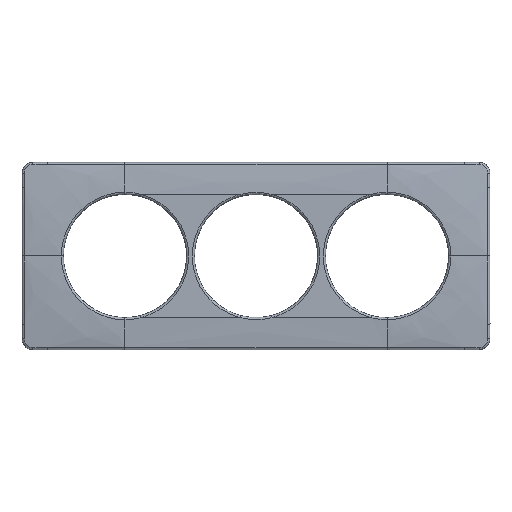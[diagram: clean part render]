
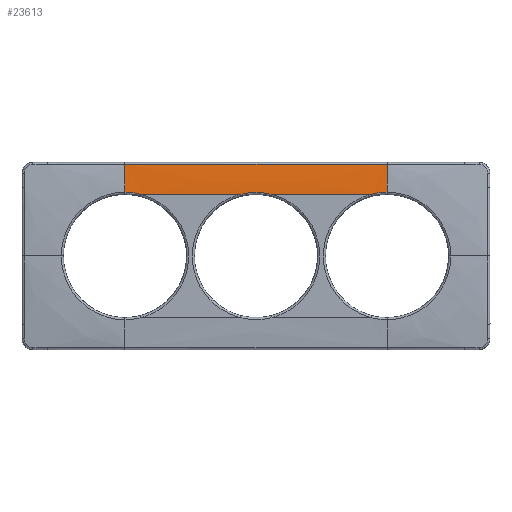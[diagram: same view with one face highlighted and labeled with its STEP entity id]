
A CAD part, top view. The second image highlights one B-rep face of the part: STEP entity #23613.
In plain terms, the highlighted face is a extrusion surface.
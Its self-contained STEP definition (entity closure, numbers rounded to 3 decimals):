
#15654=CARTESIAN_POINT('Vertex',(49.988,26.799,8.7)) ;
#15658=CARTESIAN_POINT('Control Point',(49.988,26.799,8.7)) ;
#15659=CARTESIAN_POINT('Control Point',(49.955,26.799,8.7)) ;
#15660=CARTESIAN_POINT('Control Point',(49.921,26.799,8.7)) ;
#15661=CARTESIAN_POINT('Control Point',(49.887,26.799,8.7)) ;
#15662=CARTESIAN_POINT('Control Point',(41.326,26.799,8.7)) ;
#15663=CARTESIAN_POINT('Control Point',(32.764,26.799,8.7)) ;
#15664=CARTESIAN_POINT('Control Point',(24.236,26.799,8.7)) ;
#15665=CARTESIAN_POINT('Control Point',(15.674,26.799,8.7)) ;
#15666=CARTESIAN_POINT('Control Point',(7.113,26.799,8.7)) ;
#15667=CARTESIAN_POINT('Control Point',(7.079,26.799,8.7)) ;
#15668=CARTESIAN_POINT('Control Point',(7.046,26.799,8.7)) ;
#15669=CARTESIAN_POINT('Control Point',(7.012,26.799,8.7)) ;
#15670=CARTESIAN_POINT('Vertex',(7.012,26.799,8.7)) ;
#15886=CARTESIAN_POINT('Vertex',(64.012,26.8,8.7)) ;
#15950=CARTESIAN_POINT('Vertex',(106.988,26.8,8.7)) ;
#15953=CARTESIAN_POINT('Line Origine',(85.5,26.8,8.7)) ;
#16242=CARTESIAN_POINT('Vertex',(0.,27.711,8.694)) ;
#16262=CARTESIAN_POINT('Control Point',(0.,27.711,8.694)) ;
#16263=CARTESIAN_POINT('Control Point',(0.766,27.711,8.694)) ;
#16264=CARTESIAN_POINT('Control Point',(1.533,27.684,8.694)) ;
#16265=CARTESIAN_POINT('Control Point',(2.297,27.631,8.695)) ;
#16266=CARTESIAN_POINT('Control Point',(3.32,27.523,8.696)) ;
#16267=CARTESIAN_POINT('Control Point',(4.332,27.368,8.697)) ;
#16268=CARTESIAN_POINT('Control Point',(4.53,27.335,8.697)) ;
#16269=CARTESIAN_POINT('Control Point',(4.863,27.277,8.698)) ;
#16270=CARTESIAN_POINT('Control Point',(5.195,27.215,8.698)) ;
#16271=CARTESIAN_POINT('Control Point',(5.391,27.177,8.699)) ;
#16272=CARTESIAN_POINT('Control Point',(5.871,27.077,8.699)) ;
#16273=CARTESIAN_POINT('Control Point',(6.348,26.967,8.7)) ;
#16274=CARTESIAN_POINT('Control Point',(6.57,26.913,8.7)) ;
#16275=CARTESIAN_POINT('Control Point',(6.792,26.857,8.7)) ;
#16276=CARTESIAN_POINT('Control Point',(7.012,26.799,8.7)) ;
#18076=CARTESIAN_POINT('Vertex',(114.,27.711,8.694)) ;
#18080=CARTESIAN_POINT('Control Point',(114.,27.711,8.694)) ;
#18081=CARTESIAN_POINT('Control Point',(113.234,27.711,8.694)) ;
#18082=CARTESIAN_POINT('Control Point',(112.467,27.685,8.694)) ;
#18083=CARTESIAN_POINT('Control Point',(111.703,27.631,8.695)) ;
#18084=CARTESIAN_POINT('Control Point',(110.676,27.523,8.696)) ;
#18085=CARTESIAN_POINT('Control Point',(109.66,27.367,8.697)) ;
#18086=CARTESIAN_POINT('Control Point',(109.464,27.334,8.697)) ;
#18087=CARTESIAN_POINT('Control Point',(109.137,27.278,8.698)) ;
#18088=CARTESIAN_POINT('Control Point',(108.812,27.217,8.698)) ;
#18089=CARTESIAN_POINT('Control Point',(108.616,27.179,8.699)) ;
#18090=CARTESIAN_POINT('Control Point',(108.132,27.079,8.699)) ;
#18091=CARTESIAN_POINT('Control Point',(107.652,26.968,8.7)) ;
#18092=CARTESIAN_POINT('Control Point',(107.43,26.914,8.7)) ;
#18093=CARTESIAN_POINT('Control Point',(107.208,26.858,8.7)) ;
#18094=CARTESIAN_POINT('Control Point',(106.988,26.8,8.7)) ;
#18166=CARTESIAN_POINT('Control Point',(49.988,26.799,8.7)) ;
#18167=CARTESIAN_POINT('Control Point',(50.64,26.971,8.7)) ;
#18168=CARTESIAN_POINT('Control Point',(51.299,27.124,8.699)) ;
#18169=CARTESIAN_POINT('Control Point',(51.934,27.249,8.698)) ;
#18170=CARTESIAN_POINT('Control Point',(53.182,27.462,8.696)) ;
#18171=CARTESIAN_POINT('Control Point',(54.446,27.603,8.695)) ;
#18172=CARTESIAN_POINT('Control Point',(55.096,27.658,8.694)) ;
#18173=CARTESIAN_POINT('Control Point',(56.377,27.723,8.693)) ;
#18174=CARTESIAN_POINT('Control Point',(57.661,27.713,8.694)) ;
#18175=CARTESIAN_POINT('Control Point',(58.202,27.692,8.694)) ;
#18176=CARTESIAN_POINT('Control Point',(59.226,27.633,8.695)) ;
#18177=CARTESIAN_POINT('Control Point',(60.244,27.526,8.696)) ;
#18178=CARTESIAN_POINT('Control Point',(60.779,27.459,8.696)) ;
#18179=CARTESIAN_POINT('Control Point',(61.787,27.302,8.698)) ;
#18180=CARTESIAN_POINT('Control Point',(62.783,27.099,8.699)) ;
#18181=CARTESIAN_POINT('Control Point',(63.195,27.007,8.7)) ;
#18182=CARTESIAN_POINT('Control Point',(63.605,26.907,8.7)) ;
#18183=CARTESIAN_POINT('Control Point',(64.012,26.8,8.7)) ;
#23483=CARTESIAN_POINT('Control Point',(0.,27.711,8.694)) ;
#23484=CARTESIAN_POINT('Control Point',(0.,30.471,8.658)) ;
#23485=CARTESIAN_POINT('Control Point',(0.,33.469,8.477)) ;
#23486=CARTESIAN_POINT('Control Point',(0.,36.62,8.195)) ;
#23487=CARTESIAN_POINT('Control Point',(0.,39.891,7.827)) ;
#23488=CARTESIAN_POINT('Vertex',(0.,39.891,7.827)) ;
#23564=CARTESIAN_POINT('Control Point',(114.,26.799,8.7)) ;
#23565=CARTESIAN_POINT('Control Point',(114.,27.074,8.7)) ;
#23566=CARTESIAN_POINT('Control Point',(114.,27.349,8.698)) ;
#23567=CARTESIAN_POINT('Control Point',(114.,27.623,8.695)) ;
#23568=CARTESIAN_POINT('Control Point',(114.,28.699,8.68)) ;
#23569=CARTESIAN_POINT('Control Point',(114.,29.774,8.646)) ;
#23570=CARTESIAN_POINT('Control Point',(114.,30.598,8.609)) ;
#23571=CARTESIAN_POINT('Control Point',(114.,32.941,8.483)) ;
#23572=CARTESIAN_POINT('Control Point',(114.,35.281,8.299)) ;
#23573=CARTESIAN_POINT('Control Point',(114.,36.805,8.16)) ;
#23574=CARTESIAN_POINT('Control Point',(114.,38.35,8.001)) ;
#23575=CARTESIAN_POINT('Control Point',(114.,39.891,7.827)) ;
#23580=CARTESIAN_POINT('Control Point',(114.,27.711,8.694)) ;
#23581=CARTESIAN_POINT('Control Point',(114.,28.016,8.69)) ;
#23582=CARTESIAN_POINT('Control Point',(114.,28.321,8.684)) ;
#23583=CARTESIAN_POINT('Control Point',(114.,28.626,8.677)) ;
#23584=CARTESIAN_POINT('Control Point',(114.,29.238,8.66)) ;
#23585=CARTESIAN_POINT('Control Point',(114.,29.853,8.638)) ;
#23586=CARTESIAN_POINT('Control Point',(114.,30.162,8.625)) ;
#23587=CARTESIAN_POINT('Control Point',(114.,31.087,8.583)) ;
#23588=CARTESIAN_POINT('Control Point',(114.,32.005,8.531)) ;
#23589=CARTESIAN_POINT('Control Point',(114.,32.611,8.492)) ;
#23590=CARTESIAN_POINT('Control Point',(114.,34.434,8.365)) ;
#23591=CARTESIAN_POINT('Control Point',(114.,36.249,8.208)) ;
#23592=CARTESIAN_POINT('Control Point',(114.,37.459,8.092)) ;
#23593=CARTESIAN_POINT('Control Point',(114.,38.676,7.964)) ;
#23594=CARTESIAN_POINT('Control Point',(114.,39.891,7.827)) ;
#23595=CARTESIAN_POINT('Vertex',(114.,39.891,7.827)) ;
#23598=CARTESIAN_POINT('Line Origine',(49.493,39.891,7.827)) ;
#15954=DIRECTION('Vector Direction',(-1.,0.,0.)) ;
#23576=DIRECTION('Vector Direction',(-1.,0.,0.)) ;
#23599=DIRECTION('Vector Direction',(-1.,0.,0.)) ;
#15955=VECTOR('Line Direction',#15954,1.) ;
#23577=VECTOR('Extrusion Surface Vector',#23576,1.) ;
#23600=VECTOR('Line Direction',#23599,1.) ;
#23604=ORIENTED_EDGE('',*,*,#23490,.F.) ;
#23605=ORIENTED_EDGE('',*,*,#16277,.T.) ;
#23606=ORIENTED_EDGE('',*,*,#15672,.F.) ;
#23607=ORIENTED_EDGE('',*,*,#18184,.T.) ;
#23608=ORIENTED_EDGE('',*,*,#15957,.F.) ;
#23609=ORIENTED_EDGE('',*,*,#18095,.F.) ;
#23610=ORIENTED_EDGE('',*,*,#23597,.T.) ;
#23611=ORIENTED_EDGE('',*,*,#23602,.T.) ;
#23613=ADVANCED_FACE('Surface.1',(#23612),#23578,.T.) ;
#15657=B_SPLINE_CURVE_WITH_KNOTS('',5,(#15658,#15659,#15660,#15661,#15662,#15663,#15664,#15665,#15666,#15667,#15668,#15669),.UNSPECIFIED.,.F.,.U.,(6,3,3,6),(0.,0.237,60.54,60.777),.UNSPECIFIED.) ;
#16261=B_SPLINE_CURVE_WITH_KNOTS('',5,(#16262,#16263,#16264,#16265,#16266,#16267,#16268,#16269,#16270,#16271,#16272,#16273,#16274,#16275,#16276),.UNSPECIFIED.,.F.,.U.,(6,3,3,3,6),(0.,7.541,10.135,12.729,15.009),.UNSPECIFIED.) ;
#18079=B_SPLINE_CURVE_WITH_KNOTS('',5,(#18080,#18081,#18082,#18083,#18084,#18085,#18086,#18087,#18088,#18089,#18090,#18091,#18092,#18093,#18094),.UNSPECIFIED.,.F.,.U.,(6,3,3,3,6),(0.,7.541,10.174,12.806,15.086),.UNSPECIFIED.) ;
#18165=B_SPLINE_CURVE_WITH_KNOTS('',5,(#18166,#18167,#18168,#18169,#18170,#18171,#18172,#18173,#18174,#18175,#18176,#18177,#18178,#18179,#18180,#18181,#18182,#18183),.UNSPECIFIED.,.F.,.U.,(6,3,3,3,3,6),(0.,6.74,13.481,19.363,25.246,29.456),.UNSPECIFIED.) ;
#23482=B_SPLINE_CURVE_WITH_KNOTS('',4,(#23483,#23484,#23485,#23486,#23487),.UNSPECIFIED.,.F.,.U.,(5,5),(1.442,18.706),.UNSPECIFIED.) ;
#23563=B_SPLINE_CURVE_WITH_KNOTS('',5,(#23564,#23565,#23566,#23567,#23568,#23569,#23570,#23571,#23572,#23573,#23574,#23575),.UNSPECIFIED.,.F.,.U.,(6,3,3,6),(6.412,8.364,14.018,24.957),.UNSPECIFIED.) ;
#23579=B_SPLINE_CURVE_WITH_KNOTS('',5,(#23580,#23581,#23582,#23583,#23584,#23585,#23586,#23587,#23588,#23589,#23590,#23591,#23592,#23593,#23594),.UNSPECIFIED.,.F.,.U.,(6,3,3,3,6),(7.708,9.864,12.02,16.332,24.957),.UNSPECIFIED.) ;
#15672=EDGE_CURVE('',#15655,#15671,#15657,.T.) ;
#15957=EDGE_CURVE('',#15951,#15887,#15956,.T.) ;
#16277=EDGE_CURVE('',#16243,#15671,#16261,.T.) ;
#18095=EDGE_CURVE('',#18077,#15951,#18079,.T.) ;
#18184=EDGE_CURVE('',#15655,#15887,#18165,.T.) ;
#23490=EDGE_CURVE('',#16243,#23489,#23482,.T.) ;
#23597=EDGE_CURVE('',#18077,#23596,#23579,.T.) ;
#23602=EDGE_CURVE('',#23596,#23489,#23601,.T.) ;
#23603=EDGE_LOOP('',(#23604,#23605,#23606,#23607,#23608,#23609,#23610,#23611)) ;
#23612=FACE_OUTER_BOUND('',#23603,.T.) ;
#15956=LINE('Line',#15953,#15955) ;
#23601=LINE('Line',#23598,#23600) ;
#23578=SURFACE_OF_LINEAR_EXTRUSION('generated tabulated cylinder',#23563,#23577) ;
#15655=VERTEX_POINT('',#15654) ;
#15671=VERTEX_POINT('',#15670) ;
#15887=VERTEX_POINT('',#15886) ;
#15951=VERTEX_POINT('',#15950) ;
#16243=VERTEX_POINT('',#16242) ;
#18077=VERTEX_POINT('',#18076) ;
#23489=VERTEX_POINT('',#23488) ;
#23596=VERTEX_POINT('',#23595) ;
